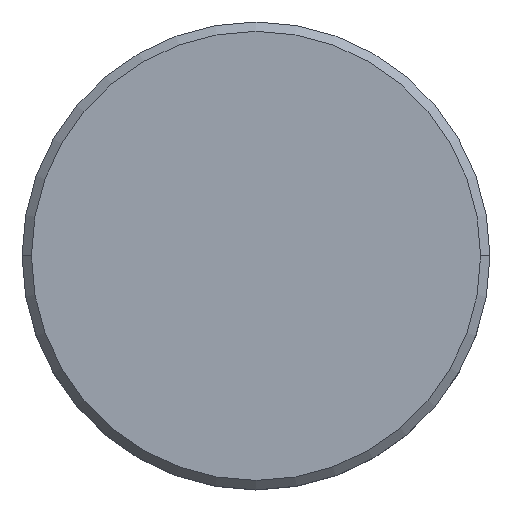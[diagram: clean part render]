
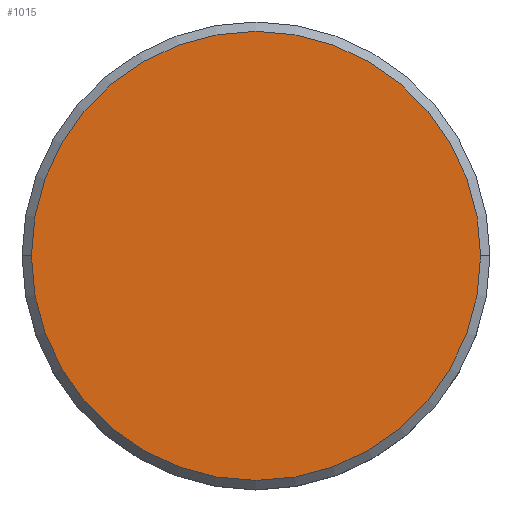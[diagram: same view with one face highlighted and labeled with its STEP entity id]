
A CAD part, top view. The second image highlights one B-rep face of the part: STEP entity #1015.
In plain terms, the highlighted planar face has unit normal (0, 0, 1).
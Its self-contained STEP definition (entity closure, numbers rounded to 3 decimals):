
#67 = AXIS2_PLACEMENT_3D ( 'NONE', #1021, #1027, #204 ) ;
#106 = EDGE_CURVE ( 'NONE', #900, #190, #352, .T. ) ;
#190 = VERTEX_POINT ( 'NONE', #570 ) ;
#204 = DIRECTION ( 'NONE',  ( 1., 0., 0. ) ) ;
#274 = AXIS2_PLACEMENT_3D ( 'NONE', #287, #308, #374 ) ;
#287 = CARTESIAN_POINT ( 'NONE',  ( 0., 0., 0. ) ) ;
#291 = AXIS2_PLACEMENT_3D ( 'NONE', #762, #1108, #1025 ) ;
#308 = DIRECTION ( 'NONE',  ( 0., 0., 1. ) ) ;
#352 = CIRCLE ( 'NONE', #291, 12. ) ;
#374 = DIRECTION ( 'NONE',  ( 1., 0., 0. ) ) ;
#458 = ORIENTED_EDGE ( 'NONE', *, *, #485, .T. ) ;
#463 = PLANE ( 'NONE',  #67 ) ;
#485 = EDGE_CURVE ( 'NONE', #190, #900, #790, .T. ) ;
#570 = CARTESIAN_POINT ( 'NONE',  ( 12., 0., 0. ) ) ;
#732 = ORIENTED_EDGE ( 'NONE', *, *, #106, .T. ) ;
#753 = FACE_OUTER_BOUND ( 'NONE', #1011, .T. ) ;
#762 = CARTESIAN_POINT ( 'NONE',  ( 0., 0., 0. ) ) ;
#790 = CIRCLE ( 'NONE', #274, 12. ) ;
#802 = CARTESIAN_POINT ( 'NONE',  ( -12., 0., 0. ) ) ;
#900 = VERTEX_POINT ( 'NONE', #802 ) ;
#1011 = EDGE_LOOP ( 'NONE', ( #732, #458 ) ) ;
#1015 = ADVANCED_FACE ( 'NONE', ( #753 ), #463, .T. ) ;
#1021 = CARTESIAN_POINT ( 'NONE',  ( 0., 0., 0. ) ) ;
#1025 = DIRECTION ( 'NONE',  ( 1., 0., 0. ) ) ;
#1027 = DIRECTION ( 'NONE',  ( 0., 0., 1. ) ) ;
#1108 = DIRECTION ( 'NONE',  ( 0., 0., 1. ) ) ;
